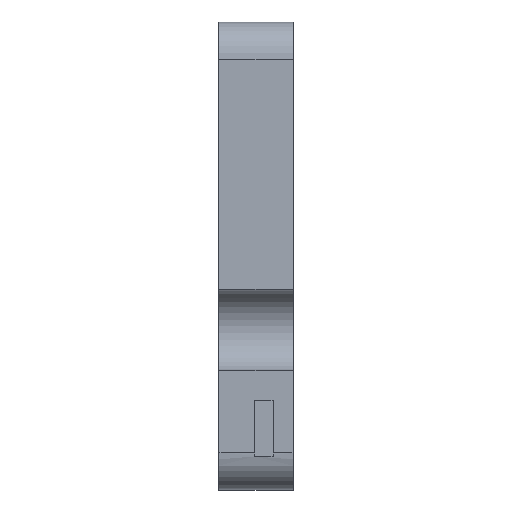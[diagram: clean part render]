
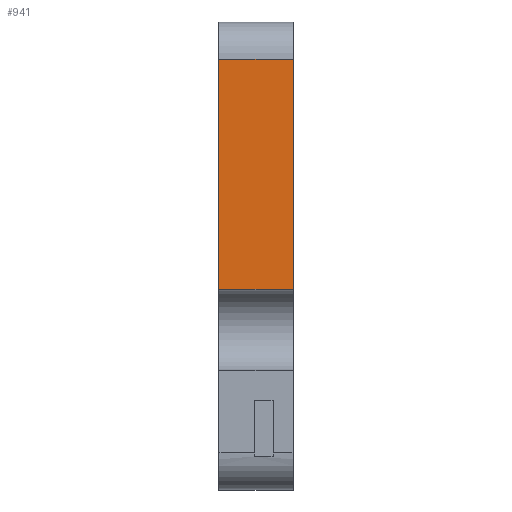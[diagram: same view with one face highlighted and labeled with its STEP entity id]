
A CAD part, left-side view. The second image highlights one B-rep face of the part: STEP entity #941.
In plain terms, the highlighted planar face has unit normal (-1, 0, 0).
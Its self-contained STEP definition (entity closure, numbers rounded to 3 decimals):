
#80 = EDGE_CURVE ( 'NONE', #1213, #1477, #1900, .T. ) ;
#165 = ORIENTED_EDGE ( 'NONE', *, *, #673, .T. ) ;
#215 = CARTESIAN_POINT ( 'NONE',  ( 174., 10., 0. ) ) ;
#280 = CARTESIAN_POINT ( 'NONE',  ( 174., 0., 0. ) ) ;
#345 = DIRECTION ( 'NONE',  ( 0., -1., 0. ) ) ;
#387 = VECTOR ( 'NONE', #869, 1000. ) ;
#407 = VECTOR ( 'NONE', #415, 1000. ) ;
#415 = DIRECTION ( 'NONE',  ( 0., 0., 1. ) ) ;
#507 = FACE_OUTER_BOUND ( 'NONE', #1799, .T. ) ;
#523 = CARTESIAN_POINT ( 'NONE',  ( 174., 10., -183.412 ) ) ;
#641 = DIRECTION ( 'NONE',  ( 1., 0., 0. ) ) ;
#659 = PLANE ( 'NONE',  #1208 ) ;
#673 = EDGE_CURVE ( 'NONE', #1591, #1728, #1917, .T. ) ;
#709 = LINE ( 'NONE', #1439, #387 ) ;
#740 = ORIENTED_EDGE ( 'NONE', *, *, #1673, .F. ) ;
#798 = CARTESIAN_POINT ( 'NONE',  ( 174., 0., -214.51 ) ) ;
#869 = DIRECTION ( 'NONE',  ( 0., -1., 0. ) ) ;
#920 = VECTOR ( 'NONE', #1590, 1000. ) ;
#941 = ADVANCED_FACE ( 'NONE', ( #507 ), #659, .F. ) ;
#989 = EDGE_CURVE ( 'NONE', #1213, #1591, #709, .T. ) ;
#1157 = CARTESIAN_POINT ( 'NONE',  ( 174., 10., 0. ) ) ;
#1208 = AXIS2_PLACEMENT_3D ( 'NONE', #215, #641, #1703 ) ;
#1213 = VERTEX_POINT ( 'NONE', #1505 ) ;
#1344 = ORIENTED_EDGE ( 'NONE', *, *, #80, .F. ) ;
#1384 = CARTESIAN_POINT ( 'NONE',  ( 174., 10., -183.412 ) ) ;
#1439 = CARTESIAN_POINT ( 'NONE',  ( 174., 10., -214.51 ) ) ;
#1477 = VERTEX_POINT ( 'NONE', #1384 ) ;
#1505 = CARTESIAN_POINT ( 'NONE',  ( 174., 10., -214.51 ) ) ;
#1590 = DIRECTION ( 'NONE',  ( 0., 0., 1. ) ) ;
#1591 = VERTEX_POINT ( 'NONE', #798 ) ;
#1668 = VECTOR ( 'NONE', #345, 1000. ) ;
#1673 = EDGE_CURVE ( 'NONE', #1477, #1728, #1687, .T. ) ;
#1687 = LINE ( 'NONE', #523, #1668 ) ;
#1703 = DIRECTION ( 'NONE',  ( 0., 0., -1. ) ) ;
#1728 = VERTEX_POINT ( 'NONE', #1875 ) ;
#1799 = EDGE_LOOP ( 'NONE', ( #165, #740, #1344, #1809 ) ) ;
#1809 = ORIENTED_EDGE ( 'NONE', *, *, #989, .T. ) ;
#1875 = CARTESIAN_POINT ( 'NONE',  ( 174., 0., -183.412 ) ) ;
#1900 = LINE ( 'NONE', #1157, #407 ) ;
#1917 = LINE ( 'NONE', #280, #920 ) ;
